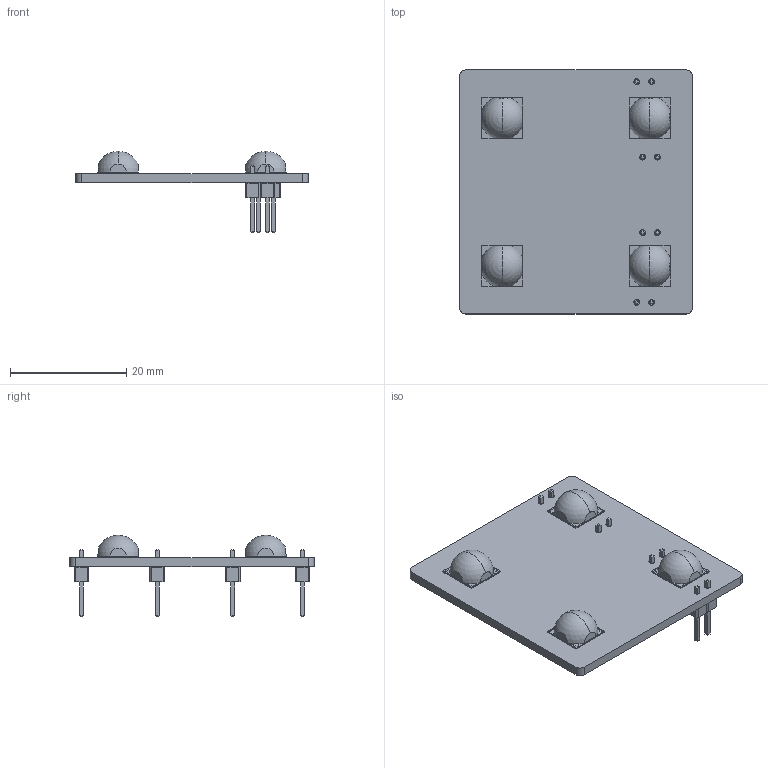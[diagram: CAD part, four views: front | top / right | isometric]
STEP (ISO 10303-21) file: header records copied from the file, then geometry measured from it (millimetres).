
FILE_DESCRIPTION(('KiCad electronic assembly'),'2;1');
FILE_NAME('LED_Board.step','2019-04-05T21:03:15',('An Author'),( 'A Company'),'Open CASCADE STEP processor 6.9', 'KiCad to STEP converter','Unknown');
FILE_SCHEMA(('AUTOMOTIVE_DESIGN { 1 0 10303 214 1 1 1 1 }'));
Length unit declared in the file: millimetre
Products named in the file (6): Open CASCADE STEP translator 6.9 1; PinHeader_1x02_P2.54mm_Vertical; SOLID; LED_XHP_70; COMPOUND
Assembly tree (11 placements, depth 3):
  Open CASCADE STEP translator 6.9 1
    PinHeader_1x02_P2.54mm_Vertical  x4
      SOLID
    LED_XHP_70  x4
      COMPOUND
    COMPOUND
Bounding box: 40 x 42 x 14.02 mm (x, y, z)
Volume: 3392.1 mm3; surface area: 5686 mm2
Topology: 65 solids, 65 shells, 1174 faces, 3020 edges, 1988 vertices
Faces by surface type: plane 1050, cylinder 84, cone 32, sphere 8
Full cylindrical faces by diameter (mm): 1 x8
Entity records: 20342 total; most frequent: CARTESIAN_POINT 3615, DIRECTION 3055, LINE 2183, VECTOR 2183, ORIENTED_EDGE 1578, PCURVE 1578, DEFINITIONAL_REPRESENTATION 1578, EDGE_CURVE 789
